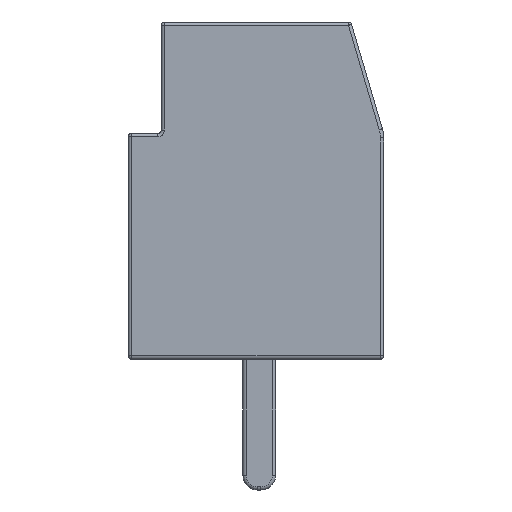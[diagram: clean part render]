
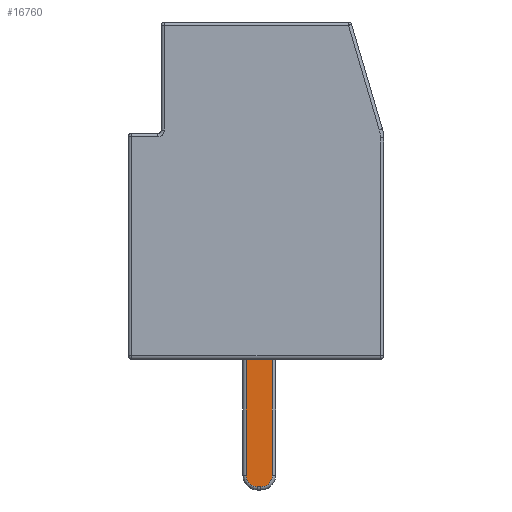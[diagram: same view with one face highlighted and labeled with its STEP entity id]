
A CAD part, left-side view. The second image highlights one B-rep face of the part: STEP entity #16760.
In plain terms, the highlighted planar face has unit normal (-1, 0, 0).
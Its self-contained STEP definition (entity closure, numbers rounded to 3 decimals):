
#16111 = CYLINDRICAL_SURFACE('',#16112,0.1);
#16112 = AXIS2_PLACEMENT_3D('',#16113,#16114,#16115);
#16113 = CARTESIAN_POINT('',(-0.2,0.4,-3.55));
#16114 = DIRECTION('',(0.,0.,1.));
#16115 = DIRECTION('',(-1.,0.,0.));
#16139 = PLANE('',#16140);
#16140 = AXIS2_PLACEMENT_3D('',#16141,#16142,#16143);
#16141 = CARTESIAN_POINT('',(0.,0.,0.5));
#16142 = DIRECTION('',(0.,0.,1.));
#16143 = DIRECTION('',(1.,0.,0.));
#16198 = TOROIDAL_SURFACE('',#16199,0.35,0.1);
#16199 = AXIS2_PLACEMENT_3D('',#16200,#16201,#16202);
#16200 = CARTESIAN_POINT('',(-0.2,0.05,-3.55));
#16201 = DIRECTION('',(1.,0.,0.));
#16202 = DIRECTION('',(0.,0.,-1.));
#16269 = VERTEX_POINT('',#16270);
#16270 = CARTESIAN_POINT('',(-0.3,0.4,-3.55));
#16294 = VERTEX_POINT('',#16295);
#16295 = CARTESIAN_POINT('',(-0.3,0.4,0.5));
#16321 = EDGE_CURVE('',#16269,#16294,#16322,.T.);
#16322 = SURFACE_CURVE('',#16323,(#16327,#16334),.PCURVE_S1.);
#16323 = LINE('',#16324,#16325);
#16324 = CARTESIAN_POINT('',(-0.3,0.4,-3.55));
#16325 = VECTOR('',#16326,1.);
#16326 = DIRECTION('',(0.,0.,1.));
#16327 = PCURVE('',#16111,#16328);
#16328 = DEFINITIONAL_REPRESENTATION('',(#16329),#16333);
#16329 = LINE('',#16330,#16331);
#16330 = CARTESIAN_POINT('',(-0.,0.));
#16331 = VECTOR('',#16332,1.);
#16332 = DIRECTION('',(-0.,1.));
#16333 = ( GEOMETRIC_REPRESENTATION_CONTEXT(2) 
PARAMETRIC_REPRESENTATION_CONTEXT() REPRESENTATION_CONTEXT('2D SPACE',''
  ) );
#16334 = PCURVE('',#16335,#16340);
#16335 = PLANE('',#16336);
#16336 = AXIS2_PLACEMENT_3D('',#16337,#16338,#16339);
#16337 = CARTESIAN_POINT('',(-0.3,-0.5,-4.));
#16338 = DIRECTION('',(-1.,0.,0.));
#16339 = DIRECTION('',(0.,1.,0.));
#16340 = DEFINITIONAL_REPRESENTATION('',(#16341),#16345);
#16341 = LINE('',#16342,#16343);
#16342 = CARTESIAN_POINT('',(0.9,-0.45));
#16343 = VECTOR('',#16344,1.);
#16344 = DIRECTION('',(0.,-1.));
#16345 = ( GEOMETRIC_REPRESENTATION_CONTEXT(2) 
PARAMETRIC_REPRESENTATION_CONTEXT() REPRESENTATION_CONTEXT('2D SPACE',''
  ) );
#16430 = EDGE_CURVE('',#16431,#16294,#16433,.T.);
#16431 = VERTEX_POINT('',#16432);
#16432 = CARTESIAN_POINT('',(-0.3,-0.4,0.5));
#16433 = SURFACE_CURVE('',#16434,(#16438,#16445),.PCURVE_S1.);
#16434 = LINE('',#16435,#16436);
#16435 = CARTESIAN_POINT('',(-0.3,-0.5,0.5));
#16436 = VECTOR('',#16437,1.);
#16437 = DIRECTION('',(0.,1.,0.));
#16438 = PCURVE('',#16139,#16439);
#16439 = DEFINITIONAL_REPRESENTATION('',(#16440),#16444);
#16440 = LINE('',#16441,#16442);
#16441 = CARTESIAN_POINT('',(-0.3,-0.5));
#16442 = VECTOR('',#16443,1.);
#16443 = DIRECTION('',(0.,1.));
#16444 = ( GEOMETRIC_REPRESENTATION_CONTEXT(2) 
PARAMETRIC_REPRESENTATION_CONTEXT() REPRESENTATION_CONTEXT('2D SPACE',''
  ) );
#16445 = PCURVE('',#16335,#16446);
#16446 = DEFINITIONAL_REPRESENTATION('',(#16447),#16451);
#16447 = LINE('',#16448,#16449);
#16448 = CARTESIAN_POINT('',(0.,-4.5));
#16449 = VECTOR('',#16450,1.);
#16450 = DIRECTION('',(1.,0.));
#16451 = ( GEOMETRIC_REPRESENTATION_CONTEXT(2) 
PARAMETRIC_REPRESENTATION_CONTEXT() REPRESENTATION_CONTEXT('2D SPACE',''
  ) );
#16470 = CYLINDRICAL_SURFACE('',#16471,0.1);
#16471 = AXIS2_PLACEMENT_3D('',#16472,#16473,#16474);
#16472 = CARTESIAN_POINT('',(-0.2,-0.4,0.5));
#16473 = DIRECTION('',(-0.,-0.,-1.));
#16474 = DIRECTION('',(-1.,0.,0.));
#16569 = VERTEX_POINT('',#16570);
#16570 = CARTESIAN_POINT('',(-0.3,0.05,-3.9));
#16585 = CYLINDRICAL_SURFACE('',#16586,0.1);
#16586 = AXIS2_PLACEMENT_3D('',#16587,#16588,#16589);
#16587 = CARTESIAN_POINT('',(-0.2,-0.05,-3.9));
#16588 = DIRECTION('',(0.,1.,0.));
#16589 = DIRECTION('',(-1.,0.,0.));
#16597 = EDGE_CURVE('',#16569,#16269,#16598,.T.);
#16598 = SURFACE_CURVE('',#16599,(#16604,#16611),.PCURVE_S1.);
#16599 = CIRCLE('',#16600,0.35);
#16600 = AXIS2_PLACEMENT_3D('',#16601,#16602,#16603);
#16601 = CARTESIAN_POINT('',(-0.3,0.05,-3.55));
#16602 = DIRECTION('',(1.,-0.,0.));
#16603 = DIRECTION('',(0.,0.,-1.));
#16604 = PCURVE('',#16198,#16605);
#16605 = DEFINITIONAL_REPRESENTATION('',(#16606),#16610);
#16606 = LINE('',#16607,#16608);
#16607 = CARTESIAN_POINT('',(0.,4.712));
#16608 = VECTOR('',#16609,1.);
#16609 = DIRECTION('',(1.,0.));
#16610 = ( GEOMETRIC_REPRESENTATION_CONTEXT(2) 
PARAMETRIC_REPRESENTATION_CONTEXT() REPRESENTATION_CONTEXT('2D SPACE',''
  ) );
#16611 = PCURVE('',#16335,#16612);
#16612 = DEFINITIONAL_REPRESENTATION('',(#16613),#16621);
#16613 = ( BOUNDED_CURVE() B_SPLINE_CURVE(2,(#16614,#16615,#16616,#16617
    ,#16618,#16619,#16620),.UNSPECIFIED.,.T.,.F.) 
B_SPLINE_CURVE_WITH_KNOTS((1,2,2,2,2,1),(-2.094,0.,
    2.094,4.189,6.283,8.378),
.UNSPECIFIED.) CURVE() GEOMETRIC_REPRESENTATION_ITEM() 
RATIONAL_B_SPLINE_CURVE((1.,0.5,1.,0.5,1.,0.5,1.)) REPRESENTATION_ITEM(
  '') );
#16614 = CARTESIAN_POINT('',(0.55,-0.1));
#16615 = CARTESIAN_POINT('',(1.156,-0.1));
#16616 = CARTESIAN_POINT('',(0.853,-0.625));
#16617 = CARTESIAN_POINT('',(0.55,-1.15));
#16618 = CARTESIAN_POINT('',(0.247,-0.625));
#16619 = CARTESIAN_POINT('',(-0.056,-0.1));
#16620 = CARTESIAN_POINT('',(0.55,-0.1));
#16621 = ( GEOMETRIC_REPRESENTATION_CONTEXT(2) 
PARAMETRIC_REPRESENTATION_CONTEXT() REPRESENTATION_CONTEXT('2D SPACE',''
  ) );
#16760 = ADVANCED_FACE('',(#16761),#16335,.T.);
#16761 = FACE_BOUND('',#16762,.T.);
#16762 = EDGE_LOOP('',(#16763,#16764,#16765,#16766,#16789,#16822));
#16763 = ORIENTED_EDGE('',*,*,#16430,.T.);
#16764 = ORIENTED_EDGE('',*,*,#16321,.F.);
#16765 = ORIENTED_EDGE('',*,*,#16597,.F.);
#16766 = ORIENTED_EDGE('',*,*,#16767,.F.);
#16767 = EDGE_CURVE('',#16768,#16569,#16770,.T.);
#16768 = VERTEX_POINT('',#16769);
#16769 = CARTESIAN_POINT('',(-0.3,-0.05,-3.9));
#16770 = SURFACE_CURVE('',#16771,(#16775,#16782),.PCURVE_S1.);
#16771 = LINE('',#16772,#16773);
#16772 = CARTESIAN_POINT('',(-0.3,-0.05,-3.9));
#16773 = VECTOR('',#16774,1.);
#16774 = DIRECTION('',(0.,1.,0.));
#16775 = PCURVE('',#16335,#16776);
#16776 = DEFINITIONAL_REPRESENTATION('',(#16777),#16781);
#16777 = LINE('',#16778,#16779);
#16778 = CARTESIAN_POINT('',(0.45,-0.1));
#16779 = VECTOR('',#16780,1.);
#16780 = DIRECTION('',(1.,0.));
#16781 = ( GEOMETRIC_REPRESENTATION_CONTEXT(2) 
PARAMETRIC_REPRESENTATION_CONTEXT() REPRESENTATION_CONTEXT('2D SPACE',''
  ) );
#16782 = PCURVE('',#16585,#16783);
#16783 = DEFINITIONAL_REPRESENTATION('',(#16784),#16788);
#16784 = LINE('',#16785,#16786);
#16785 = CARTESIAN_POINT('',(-0.,0.));
#16786 = VECTOR('',#16787,1.);
#16787 = DIRECTION('',(-0.,1.));
#16788 = ( GEOMETRIC_REPRESENTATION_CONTEXT(2) 
PARAMETRIC_REPRESENTATION_CONTEXT() REPRESENTATION_CONTEXT('2D SPACE',''
  ) );
#16789 = ORIENTED_EDGE('',*,*,#16790,.F.);
#16790 = EDGE_CURVE('',#16791,#16768,#16793,.T.);
#16791 = VERTEX_POINT('',#16792);
#16792 = CARTESIAN_POINT('',(-0.3,-0.4,-3.55));
#16793 = SURFACE_CURVE('',#16794,(#16799,#16810),.PCURVE_S1.);
#16794 = CIRCLE('',#16795,0.35);
#16795 = AXIS2_PLACEMENT_3D('',#16796,#16797,#16798);
#16796 = CARTESIAN_POINT('',(-0.3,-0.05,-3.55));
#16797 = DIRECTION('',(1.,0.,0.));
#16798 = DIRECTION('',(0.,-1.,0.));
#16799 = PCURVE('',#16335,#16800);
#16800 = DEFINITIONAL_REPRESENTATION('',(#16801),#16809);
#16801 = ( BOUNDED_CURVE() B_SPLINE_CURVE(2,(#16802,#16803,#16804,#16805
    ,#16806,#16807,#16808),.UNSPECIFIED.,.T.,.F.) 
B_SPLINE_CURVE_WITH_KNOTS((1,2,2,2,2,1),(-2.094,0.,
    2.094,4.189,6.283,8.378),
.UNSPECIFIED.) CURVE() GEOMETRIC_REPRESENTATION_ITEM() 
RATIONAL_B_SPLINE_CURVE((1.,0.5,1.,0.5,1.,0.5,1.)) REPRESENTATION_ITEM(
  '') );
#16802 = CARTESIAN_POINT('',(0.1,-0.45));
#16803 = CARTESIAN_POINT('',(0.1,0.156));
#16804 = CARTESIAN_POINT('',(0.625,-0.147));
#16805 = CARTESIAN_POINT('',(1.15,-0.45));
#16806 = CARTESIAN_POINT('',(0.625,-0.753));
#16807 = CARTESIAN_POINT('',(0.1,-1.056));
#16808 = CARTESIAN_POINT('',(0.1,-0.45));
#16809 = ( GEOMETRIC_REPRESENTATION_CONTEXT(2) 
PARAMETRIC_REPRESENTATION_CONTEXT() REPRESENTATION_CONTEXT('2D SPACE',''
  ) );
#16810 = PCURVE('',#16811,#16816);
#16811 = TOROIDAL_SURFACE('',#16812,0.35,0.1);
#16812 = AXIS2_PLACEMENT_3D('',#16813,#16814,#16815);
#16813 = CARTESIAN_POINT('',(-0.2,-0.05,-3.55));
#16814 = DIRECTION('',(1.,0.,0.));
#16815 = DIRECTION('',(0.,-1.,0.));
#16816 = DEFINITIONAL_REPRESENTATION('',(#16817),#16821);
#16817 = LINE('',#16818,#16819);
#16818 = CARTESIAN_POINT('',(0.,4.712));
#16819 = VECTOR('',#16820,1.);
#16820 = DIRECTION('',(1.,0.));
#16821 = ( GEOMETRIC_REPRESENTATION_CONTEXT(2) 
PARAMETRIC_REPRESENTATION_CONTEXT() REPRESENTATION_CONTEXT('2D SPACE',''
  ) );
#16822 = ORIENTED_EDGE('',*,*,#16823,.F.);
#16823 = EDGE_CURVE('',#16431,#16791,#16824,.T.);
#16824 = SURFACE_CURVE('',#16825,(#16829,#16836),.PCURVE_S1.);
#16825 = LINE('',#16826,#16827);
#16826 = CARTESIAN_POINT('',(-0.3,-0.4,0.5));
#16827 = VECTOR('',#16828,1.);
#16828 = DIRECTION('',(-0.,-0.,-1.));
#16829 = PCURVE('',#16335,#16830);
#16830 = DEFINITIONAL_REPRESENTATION('',(#16831),#16835);
#16831 = LINE('',#16832,#16833);
#16832 = CARTESIAN_POINT('',(0.1,-4.5));
#16833 = VECTOR('',#16834,1.);
#16834 = DIRECTION('',(0.,1.));
#16835 = ( GEOMETRIC_REPRESENTATION_CONTEXT(2) 
PARAMETRIC_REPRESENTATION_CONTEXT() REPRESENTATION_CONTEXT('2D SPACE',''
  ) );
#16836 = PCURVE('',#16470,#16837);
#16837 = DEFINITIONAL_REPRESENTATION('',(#16838),#16842);
#16838 = LINE('',#16839,#16840);
#16839 = CARTESIAN_POINT('',(-0.,0.));
#16840 = VECTOR('',#16841,1.);
#16841 = DIRECTION('',(-0.,1.));
#16842 = ( GEOMETRIC_REPRESENTATION_CONTEXT(2) 
PARAMETRIC_REPRESENTATION_CONTEXT() REPRESENTATION_CONTEXT('2D SPACE',''
  ) );
